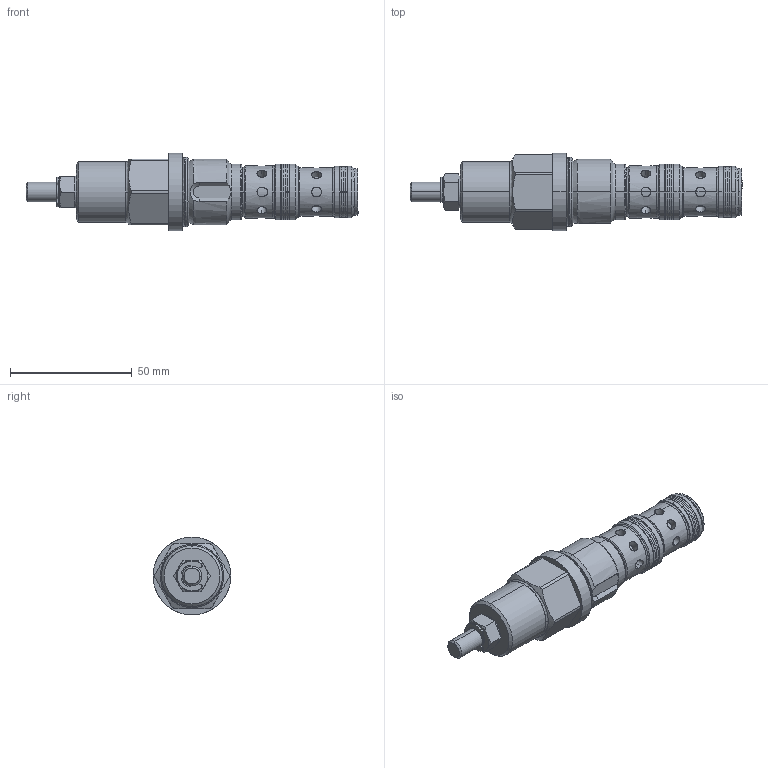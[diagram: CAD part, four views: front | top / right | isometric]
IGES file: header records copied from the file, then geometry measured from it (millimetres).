
Start section: SolidWorks IGES file using analytic representation for surfaces
Global section: file name: 419.D3_Kunde.IGS; native system: SolidWorks 2016; preprocessor: SolidWorks 2016; author: Neubauer; date: 170221.163331; units: millimetre
Bounding box: 136.42 x 32 x 32 mm (x, y, z)
Surface area: 12978.5 mm2 (no closed solid volume)
Topology: 0 solids, 0 shells, 235 faces, 4075 edges, 4075 vertices
Faces by surface type: revolution 161, bspline 74
